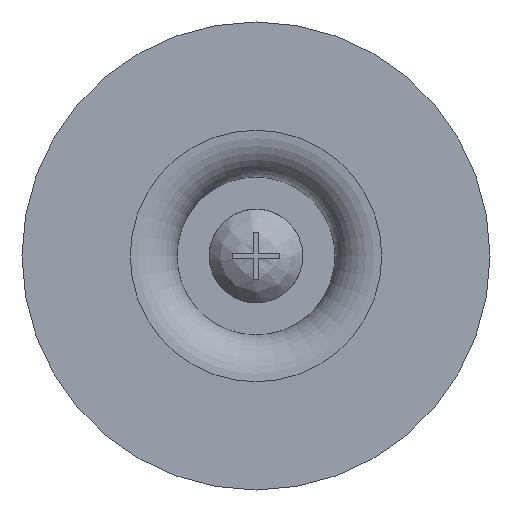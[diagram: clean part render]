
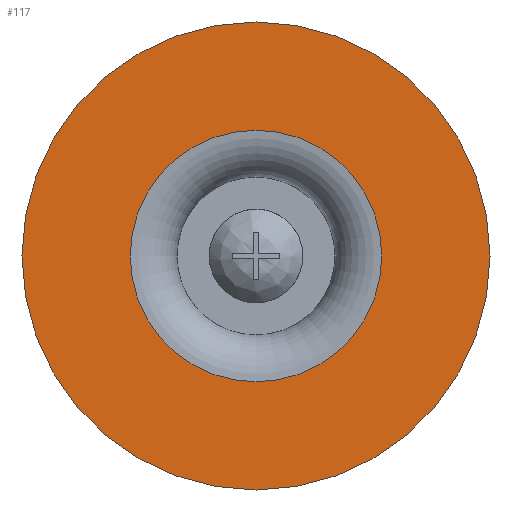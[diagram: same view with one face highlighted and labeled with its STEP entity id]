
A CAD part, front view. The second image highlights one B-rep face of the part: STEP entity #117.
In plain terms, the highlighted planar face has unit normal (0, -1, 0).
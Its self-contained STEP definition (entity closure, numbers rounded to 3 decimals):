
#117 = ADVANCED_FACE( '', ( #253, #254 ), #255, .F. );
#253 = FACE_BOUND( '', #408, .T. );
#254 = FACE_OUTER_BOUND( '', #409, .T. );
#255 = PLANE( '', #410 );
#408 = EDGE_LOOP( '', ( #696 ) );
#409 = EDGE_LOOP( '', ( #697 ) );
#410 = AXIS2_PLACEMENT_3D( '', #698, #699, #700 );
#696 = ORIENTED_EDGE( '', *, *, #876, .F. );
#697 = ORIENTED_EDGE( '', *, *, #964, .T. );
#698 = CARTESIAN_POINT( '', ( 20., 0., 0. ) );
#699 = DIRECTION( '', ( 0., 1., 0. ) );
#700 = DIRECTION( '', ( 0., 0., 1. ) );
#876 = EDGE_CURVE( '', #1015, #1015, #1016, .T. );
#964 = EDGE_CURVE( '', #1151, #1151, #1152, .T. );
#1015 = VERTEX_POINT( '', #1220 );
#1016 = CIRCLE( '', #1221, 10.75 );
#1151 = VERTEX_POINT( '', #1480 );
#1152 = CIRCLE( '', #1481, 20. );
#1220 = CARTESIAN_POINT( '', ( 0., 0., -10.75 ) );
#1221 = AXIS2_PLACEMENT_3D( '', #1592, #1593, #1594 );
#1480 = CARTESIAN_POINT( '', ( 0., 0., -20. ) );
#1481 = AXIS2_PLACEMENT_3D( '', #1674, #1675, #1676 );
#1592 = CARTESIAN_POINT( '', ( 0., 0., 0. ) );
#1593 = DIRECTION( '', ( 0., -1., 0. ) );
#1594 = DIRECTION( '', ( 0., 0., -1. ) );
#1674 = CARTESIAN_POINT( '', ( 0., 0., 0. ) );
#1675 = DIRECTION( '', ( 0., -1., 0. ) );
#1676 = DIRECTION( '', ( 0., 0., -1. ) );
